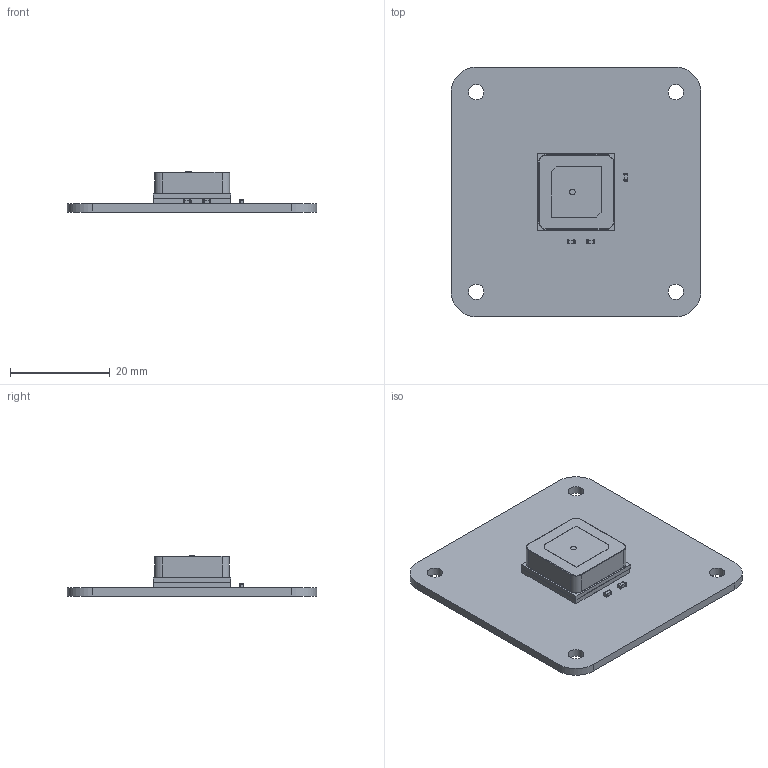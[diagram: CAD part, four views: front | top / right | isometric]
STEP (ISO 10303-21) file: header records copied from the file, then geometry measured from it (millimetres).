
FILE_DESCRIPTION(('Open CASCADE Model'),'2;1');
FILE_NAME('Open CASCADE Shape Model','2018-05-16T14:08:02',('Author'),( 'Open CASCADE'),'Open CASCADE STEP processor 6.8','Open CASCADE 6.8' ,'Unknown');
FILE_SCHEMA(('AUTOMOTIVE_DESIGN { 1 0 10303 214 1 1 1 1 }'));
Length unit declared in the file: millimetre
Products named in the file (11): PCB; Board; C1; Capacitor_0603; U1; SAM-M8Q; Sam_cavity; SAM_PCB; SAM_ANT; C3; C2
Assembly tree (12 placements, depth 4):
  PCB
    Board
    C1
      Capacitor_0603
    U1
      SAM-M8Q
        Sam_cavity
        SAM_PCB
        SAM_ANT
    C3
      Capacitor_0603
    C2
      Capacitor_0603
Bounding box: 50 x 50 x 8.02 mm (x, y, z)
Volume: 5342.5 mm3; surface area: 6863.8 mm2
Topology: 7 solids, 7 shells, 244 faces, 646 edges, 440 vertices
Faces by surface type: plane 125, cylinder 89, sphere 24, bspline 6
Full cylindrical faces by diameter (mm): 3.1 x4
Entity records: 6436 total; most frequent: CARTESIAN_POINT 1665, ORIENTED_EDGE 860, DIRECTION 648, EDGE_CURVE 430, VERTEX_POINT 328, AXIS2_PLACEMENT_3D 241, FACE_BOUND 210, EDGE_LOOP 210
